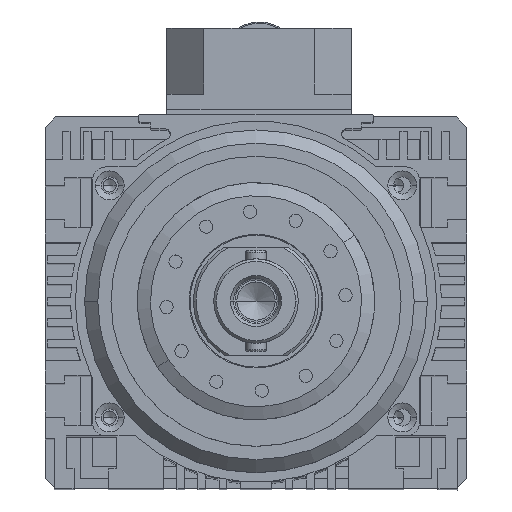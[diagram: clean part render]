
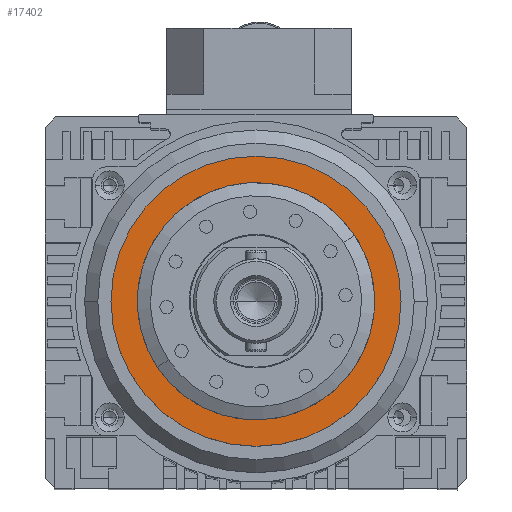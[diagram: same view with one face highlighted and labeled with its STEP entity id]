
A CAD part, top view. The second image highlights one B-rep face of the part: STEP entity #17402.
In plain terms, the highlighted face is planar.
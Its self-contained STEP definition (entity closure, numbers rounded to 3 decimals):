
#847 = AXIS2_PLACEMENT_3D ( 'NONE', #4719, #17375, #1552 ) ;
#929 = ORIENTED_EDGE ( 'NONE', *, *, #15946, .T. ) ;
#1552 = DIRECTION ( 'NONE',  ( 0., 0., 1. ) ) ;
#1724 = PLANE ( 'NONE',  #16899 ) ;
#1969 = CARTESIAN_POINT ( 'NONE',  ( 59.5, 0., 0. ) ) ;
#2769 = ORIENTED_EDGE ( 'NONE', *, *, #20077, .F. ) ;
#3392 = DIRECTION ( 'NONE',  ( 0., 0., 1. ) ) ;
#3414 = CIRCLE ( 'NONE', #7019, 45. ) ;
#3842 = VERTEX_POINT ( 'NONE', #13835 ) ;
#4719 = CARTESIAN_POINT ( 'NONE',  ( 59.5, 0., 0. ) ) ;
#5469 = DIRECTION ( 'NONE',  ( 0., 0., 1. ) ) ;
#5810 = CIRCLE ( 'NONE', #10642, 55. ) ;
#5989 = ORIENTED_EDGE ( 'NONE', *, *, #16321, .F. ) ;
#7019 = AXIS2_PLACEMENT_3D ( 'NONE', #16664, #11442, #16191 ) ;
#7165 = CARTESIAN_POINT ( 'NONE',  ( 59.5, 0., 0. ) ) ;
#7403 = CARTESIAN_POINT ( 'NONE',  ( 59.5, 0., 55. ) ) ;
#8236 = ORIENTED_EDGE ( 'NONE', *, *, #16717, .T. ) ;
#9538 = EDGE_LOOP ( 'NONE', ( #8236, #929 ) ) ;
#10031 = AXIS2_PLACEMENT_3D ( 'NONE', #1969, #16177, #14582 ) ;
#10642 = AXIS2_PLACEMENT_3D ( 'NONE', #7165, #17981, #5469 ) ;
#11442 = DIRECTION ( 'NONE',  ( -1., 0., 0. ) ) ;
#11467 = CIRCLE ( 'NONE', #10031, 55. ) ;
#12334 = VERTEX_POINT ( 'NONE', #12779 ) ;
#12779 = CARTESIAN_POINT ( 'NONE',  ( 59.5, 0., -45. ) ) ;
#13391 = FACE_BOUND ( 'NONE', #9538, .T. ) ;
#13835 = CARTESIAN_POINT ( 'NONE',  ( 59.5, 0., 45. ) ) ;
#14242 = CARTESIAN_POINT ( 'NONE',  ( 59.5, 0., -55. ) ) ;
#14582 = DIRECTION ( 'NONE',  ( 0., 0., 1. ) ) ;
#15388 = CIRCLE ( 'NONE', #847, 45. ) ;
#15620 = FACE_OUTER_BOUND ( 'NONE', #20323, .T. ) ;
#15946 = EDGE_CURVE ( 'NONE', #12334, #3842, #3414, .T. ) ;
#16075 = VERTEX_POINT ( 'NONE', #7403 ) ;
#16177 = DIRECTION ( 'NONE',  ( -1., 0., 0. ) ) ;
#16191 = DIRECTION ( 'NONE',  ( 0., 0., 1. ) ) ;
#16321 = EDGE_CURVE ( 'NONE', #16075, #18179, #11467, .T. ) ;
#16664 = CARTESIAN_POINT ( 'NONE',  ( 59.5, 0., 0. ) ) ;
#16717 = EDGE_CURVE ( 'NONE', #3842, #12334, #15388, .T. ) ;
#16899 = AXIS2_PLACEMENT_3D ( 'NONE', #18995, #18922, #3392 ) ;
#17375 = DIRECTION ( 'NONE',  ( -1., 0., 0. ) ) ;
#17402 = ADVANCED_FACE ( 'NONE', ( #15620, #13391 ), #1724, .F. ) ;
#17981 = DIRECTION ( 'NONE',  ( -1., 0., 0. ) ) ;
#18179 = VERTEX_POINT ( 'NONE', #14242 ) ;
#18922 = DIRECTION ( 'NONE',  ( -1., 0., 0. ) ) ;
#18995 = CARTESIAN_POINT ( 'NONE',  ( 59.5, 55., 0. ) ) ;
#20077 = EDGE_CURVE ( 'NONE', #18179, #16075, #5810, .T. ) ;
#20323 = EDGE_LOOP ( 'NONE', ( #5989, #2769 ) ) ;
